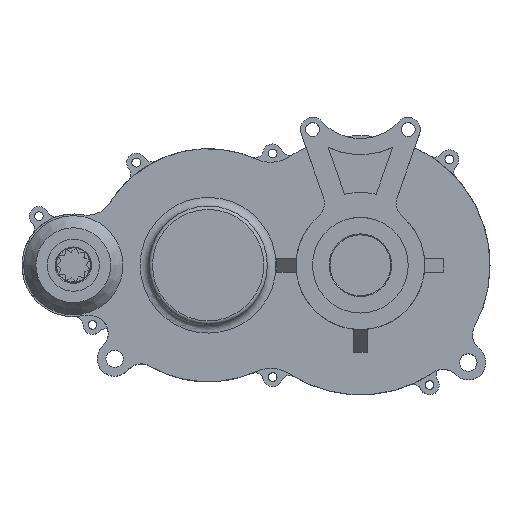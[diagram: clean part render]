
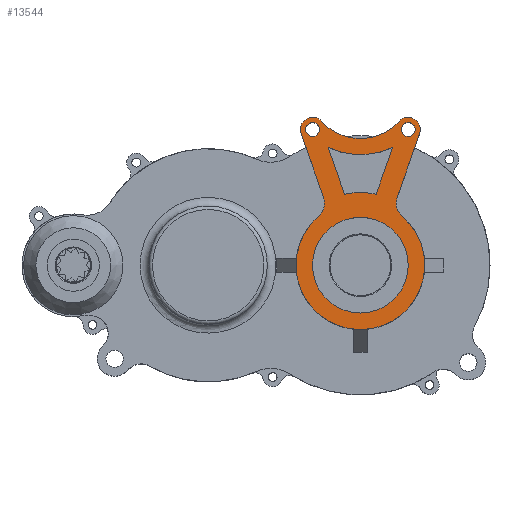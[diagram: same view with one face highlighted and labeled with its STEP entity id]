
A CAD part, top view. The second image highlights one B-rep face of the part: STEP entity #13544.
In plain terms, the highlighted planar face has unit normal (0, 0, 1).
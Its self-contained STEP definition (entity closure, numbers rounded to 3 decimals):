
#1015=FACE_BOUND('',#4168,.T.);
#1016=FACE_BOUND('',#4169,.T.);
#1017=FACE_BOUND('',#4170,.T.);
#1018=FACE_BOUND('',#4171,.T.);
#1152=PLANE('',#14733);
#1552=LINE('',#20321,#2329);
#1553=LINE('',#20324,#2330);
#1554=LINE('',#20332,#2331);
#1555=LINE('',#20335,#2332);
#2329=VECTOR('',#16616,1000.);
#2330=VECTOR('',#16619,1000.);
#2331=VECTOR('',#16626,1000.);
#2332=VECTOR('',#16629,1000.);
#3365=FACE_OUTER_BOUND('',#4167,.T.);
#4167=EDGE_LOOP('',(#9768,#9769,#9770,#9771,#9772,#9773,#9774,#9775));
#4168=EDGE_LOOP('',(#9776));
#4169=EDGE_LOOP('',(#9777,#9778,#9779,#9780));
#4170=EDGE_LOOP('',(#9781));
#4171=EDGE_LOOP('',(#9782));
#4990=CIRCLE('',#14481,10.);
#4998=CIRCLE('',#14493,4.);
#5000=CIRCLE('',#14496,4.);
#5002=CIRCLE('',#14499,7.);
#5006=CIRCLE('',#14505,27.5);
#5067=CIRCLE('',#14594,37.);
#5154=CIRCLE('',#14734,10.);
#5155=CIRCLE('',#14735,7.);
#5156=CIRCLE('',#14736,30.);
#5157=CIRCLE('',#14737,44.);
#5158=CIRCLE('',#14738,39.);
#5796=VERTEX_POINT('',#19787);
#5797=VERTEX_POINT('',#19788);
#5806=VERTEX_POINT('',#19814);
#5808=VERTEX_POINT('',#19820);
#5810=VERTEX_POINT('',#19826);
#5811=VERTEX_POINT('',#19827);
#5816=VERTEX_POINT('',#19841);
#5891=VERTEX_POINT('',#20042);
#5978=VERTEX_POINT('',#20320);
#5979=VERTEX_POINT('',#20323);
#5980=VERTEX_POINT('',#20325);
#5981=VERTEX_POINT('',#20328);
#5982=VERTEX_POINT('',#20329);
#5983=VERTEX_POINT('',#20331);
#5984=VERTEX_POINT('',#20333);
#7198=EDGE_CURVE('',#5796,#5797,#4990,.T.);
#7211=EDGE_CURVE('',#5806,#5806,#4998,.T.);
#7214=EDGE_CURVE('',#5808,#5808,#5000,.T.);
#7217=EDGE_CURVE('',#5810,#5811,#5002,.T.);
#7224=EDGE_CURVE('',#5816,#5816,#5006,.T.);
#7322=EDGE_CURVE('',#5891,#5796,#5067,.T.);
#7463=EDGE_CURVE('',#5811,#5978,#1552,.T.);
#7464=EDGE_CURVE('',#5978,#5891,#5154,.T.);
#7465=EDGE_CURVE('',#5797,#5979,#1553,.T.);
#7466=EDGE_CURVE('',#5979,#5980,#5155,.T.);
#7467=EDGE_CURVE('',#5980,#5810,#5156,.T.);
#7468=EDGE_CURVE('',#5981,#5982,#5157,.T.);
#7469=EDGE_CURVE('',#5983,#5981,#1554,.T.);
#7470=EDGE_CURVE('',#5984,#5983,#5158,.T.);
#7471=EDGE_CURVE('',#5982,#5984,#1555,.T.);
#9768=ORIENTED_EDGE('',*,*,#7463,.T.);
#9769=ORIENTED_EDGE('',*,*,#7464,.T.);
#9770=ORIENTED_EDGE('',*,*,#7322,.T.);
#9771=ORIENTED_EDGE('',*,*,#7198,.T.);
#9772=ORIENTED_EDGE('',*,*,#7465,.T.);
#9773=ORIENTED_EDGE('',*,*,#7466,.T.);
#9774=ORIENTED_EDGE('',*,*,#7467,.T.);
#9775=ORIENTED_EDGE('',*,*,#7217,.T.);
#9776=ORIENTED_EDGE('',*,*,#7224,.F.);
#9777=ORIENTED_EDGE('',*,*,#7468,.F.);
#9778=ORIENTED_EDGE('',*,*,#7469,.F.);
#9779=ORIENTED_EDGE('',*,*,#7470,.F.);
#9780=ORIENTED_EDGE('',*,*,#7471,.F.);
#9781=ORIENTED_EDGE('',*,*,#7211,.F.);
#9782=ORIENTED_EDGE('',*,*,#7214,.F.);
#13544=ADVANCED_FACE('',(#3365,#1015,#1016,#1017,#1018),#1152,.T.);
#14481=AXIS2_PLACEMENT_3D('',#19789,#16012,#16013);
#14493=AXIS2_PLACEMENT_3D('',#19815,#16041,#16042);
#14496=AXIS2_PLACEMENT_3D('',#19821,#16048,#16049);
#14499=AXIS2_PLACEMENT_3D('',#19828,#16055,#16056);
#14505=AXIS2_PLACEMENT_3D('',#19842,#16070,#16071);
#14594=AXIS2_PLACEMENT_3D('',#20043,#16285,#16286);
#14733=AXIS2_PLACEMENT_3D('',#20319,#16614,#16615);
#14734=AXIS2_PLACEMENT_3D('',#20322,#16617,#16618);
#14735=AXIS2_PLACEMENT_3D('',#20326,#16620,#16621);
#14736=AXIS2_PLACEMENT_3D('',#20327,#16622,#16623);
#14737=AXIS2_PLACEMENT_3D('',#20330,#16624,#16625);
#14738=AXIS2_PLACEMENT_3D('',#20334,#16627,#16628);
#16012=DIRECTION('center_axis',(0.,0.,-1.));
#16013=DIRECTION('ref_axis',(1.,0.,0.));
#16041=DIRECTION('center_axis',(0.,0.,1.));
#16042=DIRECTION('ref_axis',(1.,0.,0.));
#16048=DIRECTION('center_axis',(0.,0.,1.));
#16049=DIRECTION('ref_axis',(1.,0.,0.));
#16055=DIRECTION('center_axis',(0.,0.,1.));
#16056=DIRECTION('ref_axis',(1.,0.,0.));
#16070=DIRECTION('center_axis',(0.,0.,1.));
#16071=DIRECTION('ref_axis',(1.,0.,0.));
#16285=DIRECTION('center_axis',(0.,0.,1.));
#16286=DIRECTION('ref_axis',(1.,0.,0.));
#16614=DIRECTION('center_axis',(0.,0.,1.));
#16615=DIRECTION('ref_axis',(1.,0.,0.));
#16616=DIRECTION('',(0.333,-0.943,0.));
#16617=DIRECTION('center_axis',(0.,0.,-1.));
#16618=DIRECTION('ref_axis',(1.,0.,0.));
#16619=DIRECTION('',(0.333,0.943,0.));
#16620=DIRECTION('center_axis',(0.,0.,1.));
#16621=DIRECTION('ref_axis',(1.,0.,0.));
#16622=DIRECTION('center_axis',(0.,0.,-1.));
#16623=DIRECTION('ref_axis',(1.,0.,0.));
#16624=DIRECTION('center_axis',(0.,0.,-1.));
#16625=DIRECTION('ref_axis',(1.,0.,0.));
#16626=DIRECTION('',(0.333,0.943,0.));
#16627=DIRECTION('center_axis',(0.,0.,-1.));
#16628=DIRECTION('ref_axis',(1.,0.,0.));
#16629=DIRECTION('',(0.333,-0.943,0.));
#19787=CARTESIAN_POINT('',(179.091,28.082,43.5));
#19788=CARTESIAN_POINT('',(176.171,38.997,43.5));
#19789=CARTESIAN_POINT('Origin',(185.602,35.672,43.5));
#19814=CARTESIAN_POINT('',(131.5,78.,43.5));
#19815=CARTESIAN_POINT('Origin',(127.5,78.,43.5));
#19820=CARTESIAN_POINT('',(186.5,78.,43.5));
#19821=CARTESIAN_POINT('Origin',(182.5,78.,43.5));
#19826=CARTESIAN_POINT('',(132.703,82.683,43.5));
#19827=CARTESIAN_POINT('',(120.898,75.672,43.5));
#19828=CARTESIAN_POINT('Origin',(127.5,78.,43.5));
#19841=CARTESIAN_POINT('',(182.5,0.,43.5));
#19842=CARTESIAN_POINT('Origin',(155.,0.,43.5));
#20042=CARTESIAN_POINT('',(130.909,28.082,43.5));
#20043=CARTESIAN_POINT('Origin',(155.,0.,43.5));
#20319=CARTESIAN_POINT('Origin',(155.,0.,43.5));
#20320=CARTESIAN_POINT('',(133.829,38.997,43.5));
#20321=CARTESIAN_POINT('',(120.898,75.672,43.5));
#20322=CARTESIAN_POINT('Origin',(124.398,35.672,43.5));
#20323=CARTESIAN_POINT('',(189.102,75.672,43.5));
#20324=CARTESIAN_POINT('',(189.102,75.672,43.5));
#20325=CARTESIAN_POINT('',(177.297,82.683,43.5));
#20326=CARTESIAN_POINT('Origin',(182.5,78.,43.5));
#20327=CARTESIAN_POINT('Origin',(155.,102.754,43.5));
#20328=CARTESIAN_POINT('',(173.562,67.687,43.5));
#20329=CARTESIAN_POINT('',(136.438,67.687,43.5));
#20330=CARTESIAN_POINT('Origin',(155.,107.58,43.5));
#20331=CARTESIAN_POINT('',(164.083,40.799,43.5));
#20332=CARTESIAN_POINT('',(164.083,40.799,43.5));
#20333=CARTESIAN_POINT('',(145.917,40.799,43.5));
#20334=CARTESIAN_POINT('Origin',(155.,2.871,43.5));
#20335=CARTESIAN_POINT('',(136.438,67.687,43.5));
